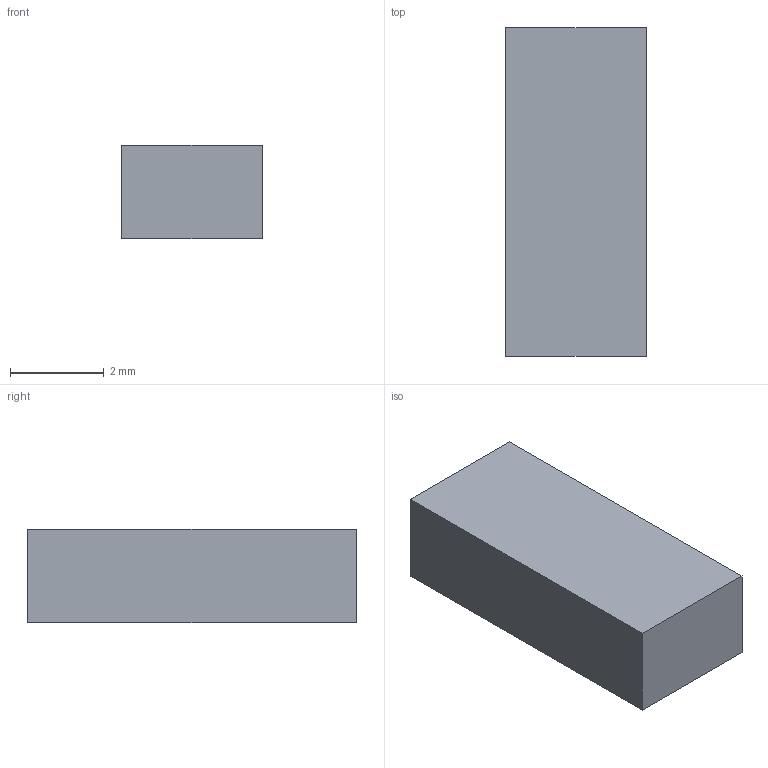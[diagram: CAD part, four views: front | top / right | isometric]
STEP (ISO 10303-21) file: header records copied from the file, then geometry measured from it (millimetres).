
FILE_DESCRIPTION(/* description */ (''),/* implementation_level */ '2;1');
FILE_NAME(/* name */ 'ANT-NN03320-GPS.step',/* time_stamp */ '2023-05-22T17:48:30+10:00',/* author */ (''),/* organization */ (''),/* preprocessor_version */ 'ST-DEVELOPER v19.2',/* originating_system */ 'Autodesk Translation Framework v12.4.0.73',/* authorisation */ '');
FILE_SCHEMA (('AUTOMOTIVE_DESIGN { 1 0 10303 214 3 1 1 }'));
Length unit declared in the file: millimetre
Products named in the file (2): ANT-NN03320-GPS; Document (2)
Assembly tree (1 placements, depth 2):
  ANT-NN03320-GPS
    Document (2)
Bounding box: 3 x 7 x 2 mm (x, y, z)
Volume: 42 mm3; surface area: 82 mm2
Topology: 1 solids, 1 shells, 6 faces, 12 edges, 8 vertices
Faces by surface type: plane 6
Entity records: 216 total; most frequent: DIRECTION 30, CARTESIAN_POINT 29, ORIENTED_EDGE 24, LINE 12, VECTOR 12, EDGE_CURVE 12, AXIS2_PLACEMENT_3D 9, VERTEX_POINT 8
